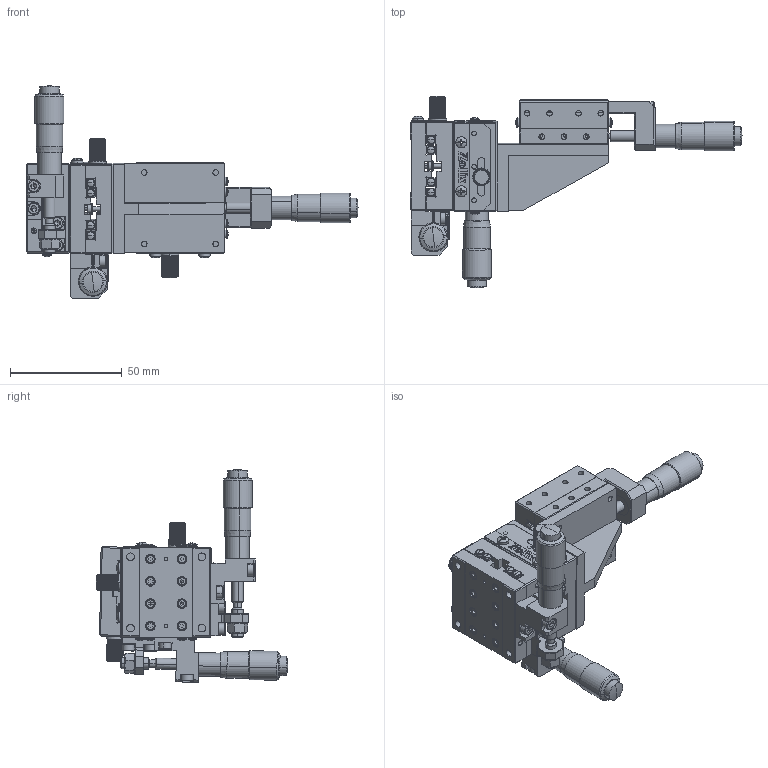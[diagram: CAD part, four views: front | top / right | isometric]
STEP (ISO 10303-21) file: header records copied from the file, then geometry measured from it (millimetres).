
FILE_DESCRIPTION (( 'STEP AP203' ), '1' );
FILE_NAME ('NFP3461RRZ.step', '2019-05-08T07:24:54', ( '' ), ( '' ), 'SwSTEP 2.0', 'SolidWorks 2017', '' );
FILE_SCHEMA (( 'CONFIG_CONTROL_DESIGN' ));
Products named in the file (1): NFP3461RRZ
Bounding box: 148.8 x 85.76 x 95.25 mm (x, y, z)
Surface area: 59978.4 mm2 (no closed solid volume)
Topology: 0 solids, 111 shells, 1923 faces, 7732 edges, 5523 vertices
Faces by surface type: plane 973, cylinder 621, cone 128, bspline 96, torus 80, sphere 25
Entity records: 83191 total; most frequent: CARTESIAN_POINT 22114, DIRECTION 12132, ORIENTED_EDGE 11604, EDGE_CURVE 7642, VERTEX_POINT 5520, VECTOR 4120, LINE 4120, AXIS2_PLACEMENT_3D 4006
